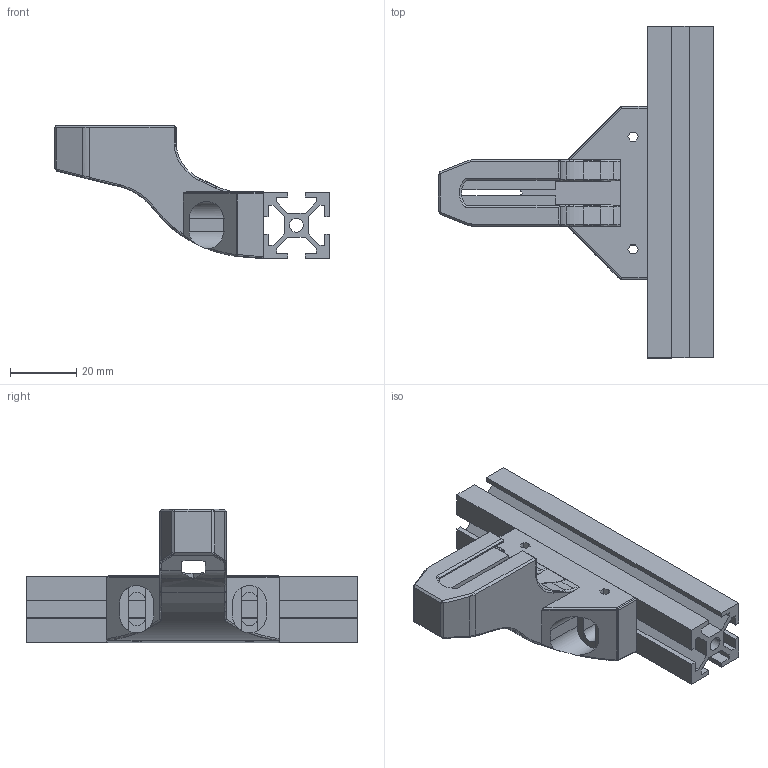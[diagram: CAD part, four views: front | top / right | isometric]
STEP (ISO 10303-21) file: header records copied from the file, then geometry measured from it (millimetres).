
FILE_DESCRIPTION(('STEP AP214'),'1');
FILE_NAME('Voron2.4BedMountV3.stp','2022-06-29T20:23:54',(' '),(' '),'Spatial InterOp 3D',' ',' ');
FILE_SCHEMA(('automotive_design'));
Length unit declared in the file: inch
Products named in the file (4): 1; 2; 3; 4
Bounding box: 82.94 x 100 x 40.22 mm (x, y, z)
Volume: 43683.7 mm3; surface area: 29911.1 mm2
Topology: 4 solids, 4 shells, 338 faces, 928 edges, 584 vertices
Faces by surface type: plane 170, cylinder 116, cone 26, torus 12, sphere 8, bspline 6
Entity records: 14099 total; most frequent: CARTESIAN_POINT 2695, ORIENTED_EDGE 1836, DIRECTION 1810, EDGE_CURVE 918, AXIS2_PLACEMENT_3D 628, VERTEX_POINT 584, LINE 554, VECTOR 554
